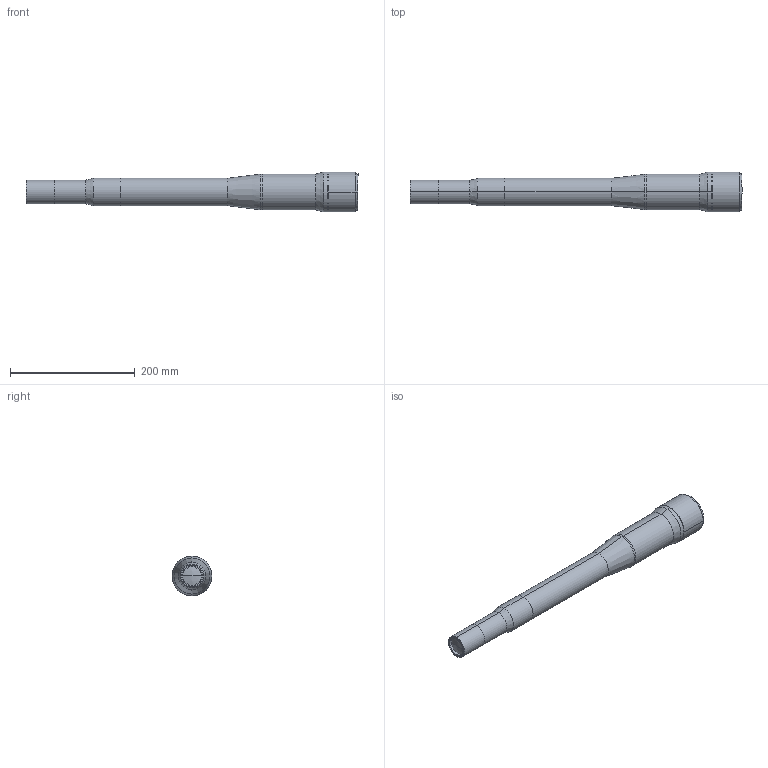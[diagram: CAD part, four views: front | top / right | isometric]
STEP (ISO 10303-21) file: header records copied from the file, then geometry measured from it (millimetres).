
FILE_DESCRIPTION (( 'STEP AP203' ), '1' );
FILE_NAME ('DP20055_TC16M009-Q.step', '2021-09-30T10:44:48', ( '' ), ( '' ), 'SwSTEP 2.0', 'SolidWorks 2021', '' );
FILE_SCHEMA (( 'CONFIG_CONTROL_DESIGN' ));
Length unit declared in the file: millimetre
Products named in the file (1): DP20055_TC16M009-Q
Bounding box: 532 x 64 x 64 mm (x, y, z)
Surface area: 92544.6 mm2 (no closed solid volume)
Topology: 0 solids, 7 shells, 46 faces, 116 edges, 77 vertices
Faces by surface type: cylinder 24, cone 10, plane 10, sphere 2
Entity records: 1467 total; most frequent: DIRECTION 280, CARTESIAN_POINT 240, ORIENTED_EDGE 192, AXIS2_PLACEMENT_3D 117, EDGE_CURVE 116, VERTEX_POINT 77, CIRCLE 70, EDGE_LOOP 52
